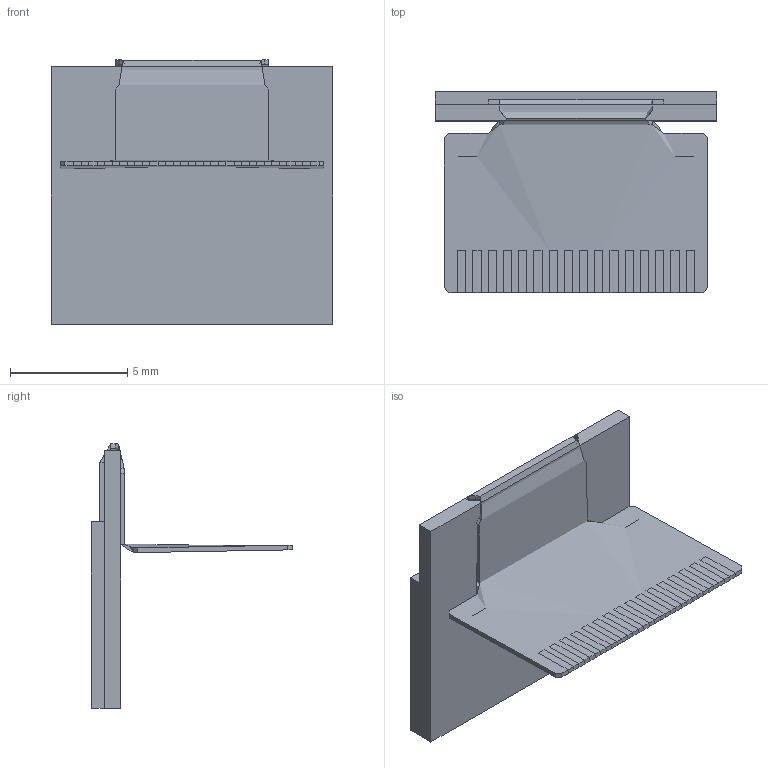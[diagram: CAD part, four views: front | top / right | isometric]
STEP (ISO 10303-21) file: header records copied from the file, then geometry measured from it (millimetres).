
FILE_DESCRIPTION(/* description */ (''),/* implementation_level */ '2;1');
FILE_NAME(/* name */ 'QG-724~1',/* time_stamp */ '2020-10-29T20:41:21+02:00',/* author */ (''),/* organization */ (''),/* preprocessor_version */ 'ST-DEVELOPER v16.5',/* originating_system */ '',/* authorisation */ '');
FILE_SCHEMA (('AUTOMOTIVE_DESIGN'));
Length unit declared in the file: millimetre
Products named in the file (1): Document
Bounding box: 12 x 8.58 x 11.3 mm (x, y, z)
Volume: 164.8 mm3; surface area: 974.5 mm2
Topology: 22 solids, 22 shells, 231 faces, 560 edges, 373 vertices
Faces by surface type: bspline 198, plane 33
Entity records: 12266 total; most frequent: CARTESIAN_POINT 8406, ORIENTED_EDGE 1116, EDGE_CURVE 558, B_SPLINE_CURVE_WITH_KNOTS 555, VERTEX_POINT 372, EDGE_LOOP 238, ADVANCED_FACE 231, FACE_OUTER_BOUND 231
